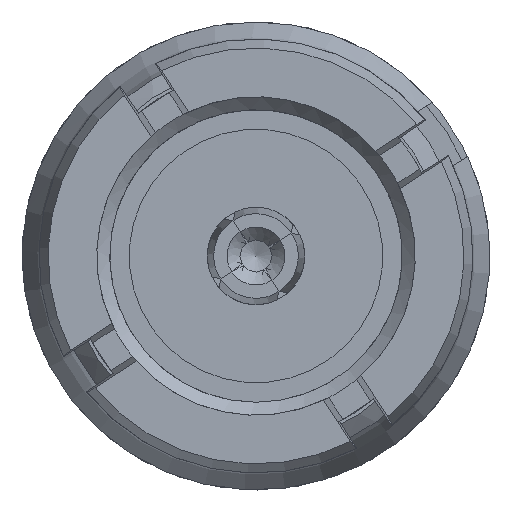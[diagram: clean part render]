
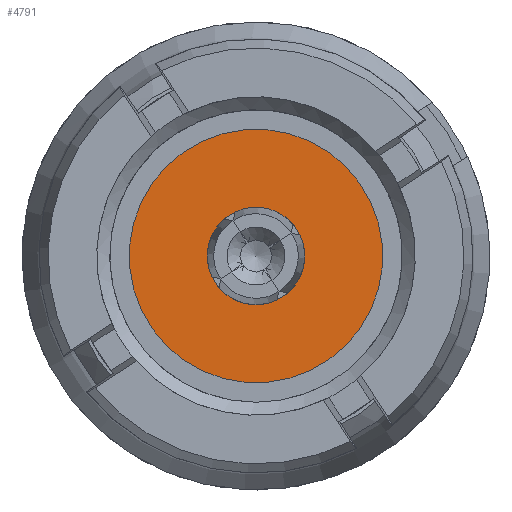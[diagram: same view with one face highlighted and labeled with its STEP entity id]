
A CAD part, front view. The second image highlights one B-rep face of the part: STEP entity #4791.
In plain terms, the highlighted planar face has unit normal (0, -1, 0).
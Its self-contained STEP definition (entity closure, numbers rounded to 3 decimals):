
#1258=ORIENTED_EDGE('',*,*,#1794,.T.);
#1259=ORIENTED_EDGE('',*,*,#1795,.F.);
#1794=EDGE_CURVE('',#2143,#2143,#2368,.T.);
#1795=EDGE_CURVE('',#2144,#2144,#2369,.T.);
#2143=VERTEX_POINT('',#7517);
#2144=VERTEX_POINT('',#7520);
#2368=CIRCLE('',#5277,0.375);
#2369=CIRCLE('',#5279,0.975);
#2649=EDGE_LOOP('',(#1258));
#2650=EDGE_LOOP('',(#1259));
#2946=FACE_BOUND('',#2649,.T.);
#2947=FACE_BOUND('',#2650,.T.);
#3062=PLANE('',#5278);
#4791=ADVANCED_FACE('',(#2946,#2947),#3062,.F.);
#5277=AXIS2_PLACEMENT_3D('',#7516,#6296,#6297);
#5278=AXIS2_PLACEMENT_3D('',#7518,#6298,#6299);
#5279=AXIS2_PLACEMENT_3D('',#7519,#6300,#6301);
#6296=DIRECTION('',(0.,1.,0.));
#6297=DIRECTION('',(0.258,0.,0.966));
#6298=DIRECTION('',(0.,1.,0.));
#6299=DIRECTION('',(-0.258,0.,-0.966));
#6300=DIRECTION('',(0.,1.,0.));
#6301=DIRECTION('',(-0.966,0.,0.258));
#7516=CARTESIAN_POINT('',(0.,-76.15,0.));
#7517=CARTESIAN_POINT('',(0.097,-76.15,0.362));
#7518=CARTESIAN_POINT('',(0.,-76.15,0.));
#7519=CARTESIAN_POINT('',(0.,-76.15,0.));
#7520=CARTESIAN_POINT('',(-0.942,-76.15,0.251));
